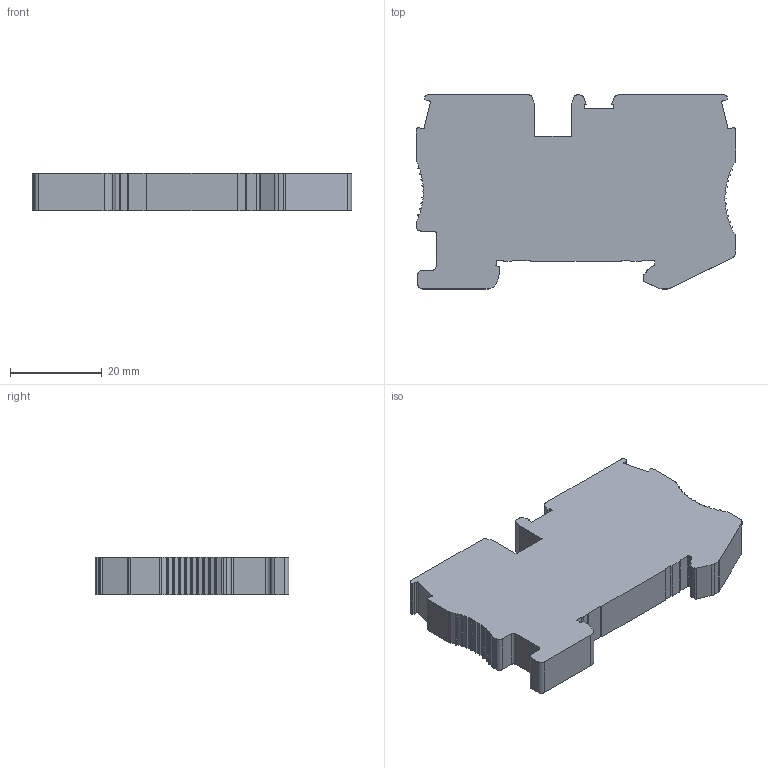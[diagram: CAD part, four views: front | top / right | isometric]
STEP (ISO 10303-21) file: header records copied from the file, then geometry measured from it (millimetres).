
FILE_DESCRIPTION((''),'2;1');
FILE_NAME('UJ5-6JD','2021-11-18T',('Administrator'),(''),'PRO/ENGINEER BY PARAMETRIC TECHNOLOGY CORPORATION, 2013230','PRO/ENGINEER BY PARAMETRIC TECHNOLOGY CORPORATION, 2013230','');
FILE_SCHEMA(('AUTOMOTIVE_DESIGN { 1 0 10303 214 1 1 1 1 }'));
Length unit declared in the file: millimetre
Products named in the file (1): UJ5-6JD
Bounding box: 69.5 x 42.2 x 8.2 mm (x, y, z)
Volume: 18812.8 mm3; surface area: 8150.5 mm2
Topology: 1 solids, 1 shells, 235 faces, 730 edges, 503 vertices
Faces by surface type: plane 144, cylinder 87, cone 4
Entity records: 8327 total; most frequent: CARTESIAN_POINT 1470, ORIENTED_EDGE 1460, DIRECTION 1439, EDGE_CURVE 730, VERTEX_POINT 503, VECTOR 491, LINE 491, AXIS2_PLACEMENT_3D 474
